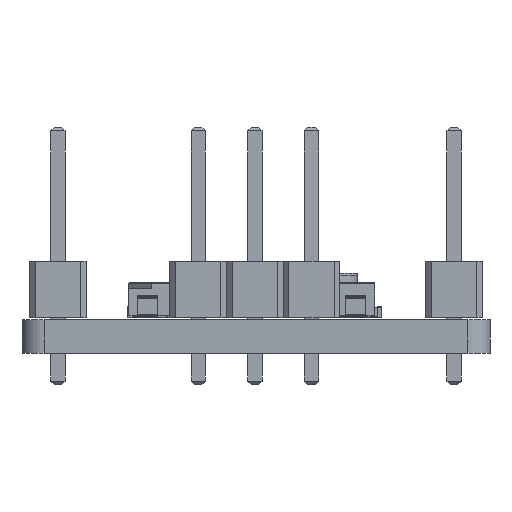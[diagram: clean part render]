
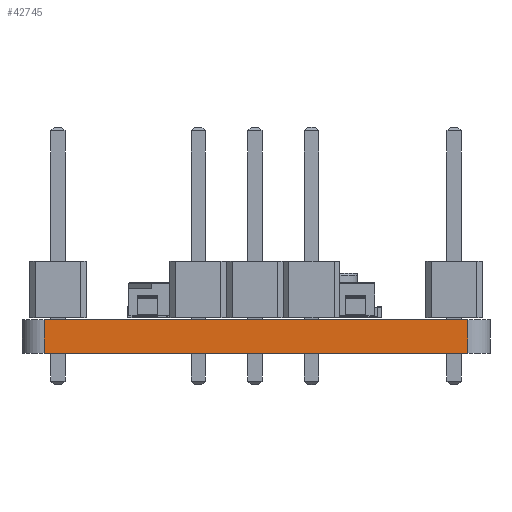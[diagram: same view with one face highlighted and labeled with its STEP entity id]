
A CAD part, front view. The second image highlights one B-rep face of the part: STEP entity #42745.
In plain terms, the highlighted planar face has unit normal (0, -1, 0).
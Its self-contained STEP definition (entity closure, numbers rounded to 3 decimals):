
#41336 = VERTEX_POINT('',#41337);
#41337 = CARTESIAN_POINT('',(72.67,-106.52,0.));
#41344 = EDGE_CURVE('',#41345,#41336,#41347,.T.);
#41345 = VERTEX_POINT('',#41346);
#41346 = CARTESIAN_POINT('',(91.67,-106.52,0.));
#41347 = LINE('',#41348,#41349);
#41348 = CARTESIAN_POINT('',(91.67,-106.52,0.));
#41349 = VECTOR('',#41350,1.);
#41350 = DIRECTION('',(-1.,0.,0.));
#42027 = VERTEX_POINT('',#42028);
#42028 = CARTESIAN_POINT('',(72.67,-106.52,1.51));
#42035 = EDGE_CURVE('',#42036,#42027,#42038,.T.);
#42036 = VERTEX_POINT('',#42037);
#42037 = CARTESIAN_POINT('',(91.67,-106.52,1.51));
#42038 = LINE('',#42039,#42040);
#42039 = CARTESIAN_POINT('',(91.67,-106.52,1.51));
#42040 = VECTOR('',#42041,1.);
#42041 = DIRECTION('',(-1.,0.,0.));
#42717 = EDGE_CURVE('',#41345,#42036,#42718,.T.);
#42718 = LINE('',#42719,#42720);
#42719 = CARTESIAN_POINT('',(91.67,-106.52,0.));
#42720 = VECTOR('',#42721,1.);
#42721 = DIRECTION('',(0.,0.,1.));
#42745 = ADVANCED_FACE('',(#42746),#42757,.T.);
#42746 = FACE_BOUND('',#42747,.T.);
#42747 = EDGE_LOOP('',(#42748,#42749,#42750,#42756));
#42748 = ORIENTED_EDGE('',*,*,#42717,.T.);
#42749 = ORIENTED_EDGE('',*,*,#42035,.T.);
#42750 = ORIENTED_EDGE('',*,*,#42751,.F.);
#42751 = EDGE_CURVE('',#41336,#42027,#42752,.T.);
#42752 = LINE('',#42753,#42754);
#42753 = CARTESIAN_POINT('',(72.67,-106.52,0.));
#42754 = VECTOR('',#42755,1.);
#42755 = DIRECTION('',(0.,0.,1.));
#42756 = ORIENTED_EDGE('',*,*,#41344,.F.);
#42757 = PLANE('',#42758);
#42758 = AXIS2_PLACEMENT_3D('',#42759,#42760,#42761);
#42759 = CARTESIAN_POINT('',(91.67,-106.52,0.));
#42760 = DIRECTION('',(0.,-1.,0.));
#42761 = DIRECTION('',(-1.,0.,0.));
